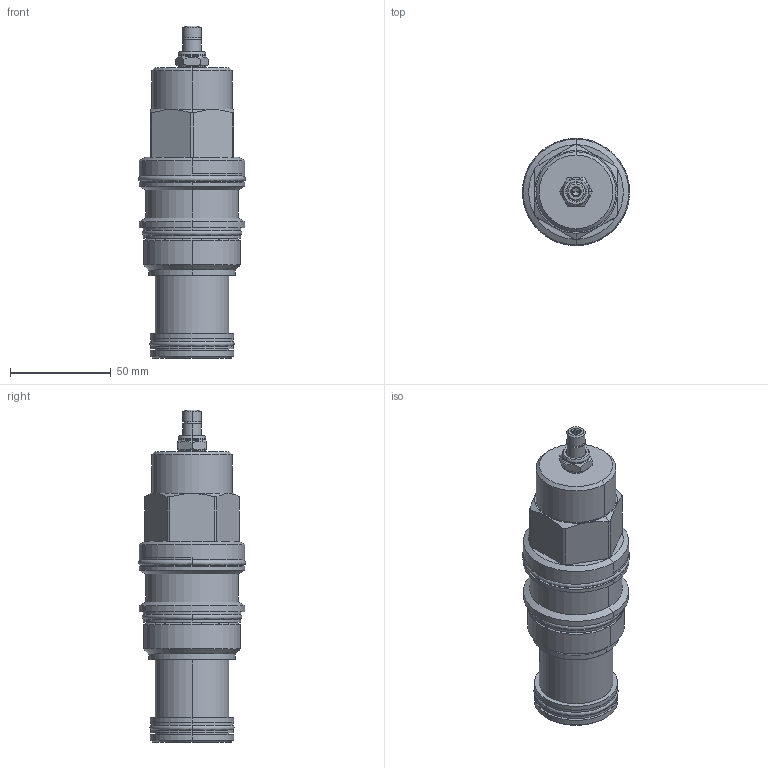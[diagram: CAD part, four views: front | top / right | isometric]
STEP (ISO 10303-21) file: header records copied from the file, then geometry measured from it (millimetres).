
FILE_DESCRIPTION((''),'2;1');
FILE_NAME('PBJB-LAN_PRT','2015-11-19T',('Administrator'),(''),'PRO/ENGINEER BY PARAMETRIC TECHNOLOGY CORPORATION, 2006240','PRO/ENGINEER BY PARAMETRIC TECHNOLOGY CORPORATION, 2006240','');
FILE_SCHEMA(('CONFIG_CONTROL_DESIGN'));
Length unit declared in the file: inch
Products named in the file (1): PBJB-LAN_PRT
Bounding box: 53.06 x 53.06 x 164.47 mm (x, y, z)
Volume: 214530.2 mm3; surface area: 32624.4 mm2
Topology: 5 solids, 5 shells, 191 faces, 426 edges, 255 vertices
Faces by surface type: cylinder 65, plane 59, cone 34, torus 21, revolution 12
Entity records: 6872 total; most frequent: CARTESIAN_POINT 2530, DIRECTION 958, ORIENTED_EDGE 848, EDGE_CURVE 424, AXIS2_PLACEMENT_3D 397, VERTEX_POINT 255, CIRCLE 218, EDGE_LOOP 211
